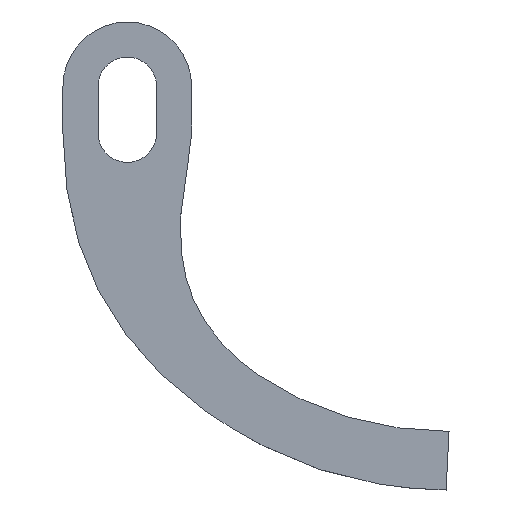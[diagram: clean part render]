
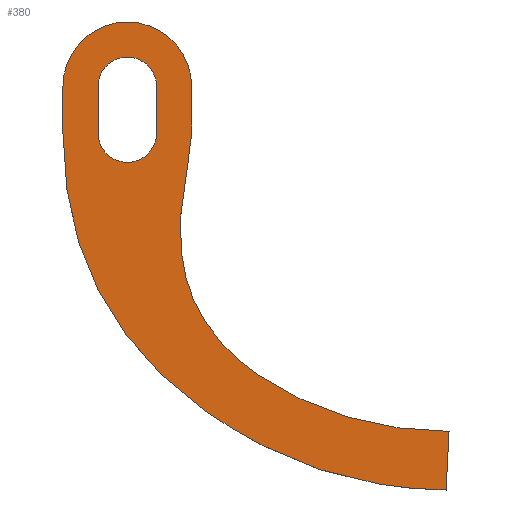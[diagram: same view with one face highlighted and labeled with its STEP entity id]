
A CAD part, top view. The second image highlights one B-rep face of the part: STEP entity #380.
In plain terms, the highlighted planar face has unit normal (0, 0, 1).
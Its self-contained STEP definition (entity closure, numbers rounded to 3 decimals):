
#8 = CARTESIAN_POINT ( 'NONE',  ( -5.776, -4.682, 3. ) ) ;
#9 = DIRECTION ( 'NONE',  ( 0., 0., 1. ) ) ;
#11 = EDGE_CURVE ( 'NONE', #50, #305, #332, .T. ) ;
#16 = CARTESIAN_POINT ( 'NONE',  ( -30., 25.5, 3. ) ) ;
#17 = B_SPLINE_CURVE_WITH_KNOTS ( 'NONE', 3,
 ( #221, #454, #527, #218, #8, #85, #396 ),
 .UNSPECIFIED., .F., .F.,
 ( 4, 1, 1, 1, 4 ),
 ( 4.141, 4.191, 4.32, 4.516, 4.704 ),
 .UNSPECIFIED. ) ;
#24 =( BOUNDED_CURVE ( )  B_SPLINE_CURVE ( 3, ( #220, #316, #530, #453 ),
 .UNSPECIFIED., .F., .F. ) 
 B_SPLINE_CURVE_WITH_KNOTS ( ( 4, 4 ),
 ( 3.999, 4.712 ),
 .UNSPECIFIED. ) 
 CURVE ( )  GEOMETRIC_REPRESENTATION_ITEM ( )  RATIONAL_B_SPLINE_CURVE ( ( 1., 0.958, 0.958, 1. ) ) 
 REPRESENTATION_ITEM ( '' )  );
#50 = VERTEX_POINT ( 'NONE', #123 ) ;
#54 = EDGE_CURVE ( 'NONE', #248, #480, #138, .T. ) ;
#57 = VECTOR ( 'NONE', #568, 1000. ) ;
#58 = DIRECTION ( 'NONE',  ( 1., 0., 0. ) ) ;
#76 = CARTESIAN_POINT ( 'NONE',  ( -0.244, -3.39, 3. ) ) ;
#85 = CARTESIAN_POINT ( 'NONE',  ( -2.058, -4.987, 3. ) ) ;
#87 = CARTESIAN_POINT ( 'NONE',  ( -25., 25.5, 3. ) ) ;
#92 = CARTESIAN_POINT ( 'NONE',  ( -16.353, 4.872, 3. ) ) ;
#96 = CARTESIAN_POINT ( 'NONE',  ( -22., 0., 3. ) ) ;
#106 = EDGE_CURVE ( 'NONE', #279, #509, #330, .T. ) ;
#107 = CARTESIAN_POINT ( 'NONE',  ( -33., 25.5, 3. ) ) ;
#113 = CARTESIAN_POINT ( 'NONE',  ( -33., 25.5, 3. ) ) ;
#119 = CARTESIAN_POINT ( 'NONE',  ( -0.246, -4.999, 3. ) ) ;
#122 = CARTESIAN_POINT ( 'NONE',  ( 0., 0., 3. ) ) ;
#123 = CARTESIAN_POINT ( 'NONE',  ( -25., 29.5, 3. ) ) ;
#131 = LINE ( 'NONE', #403, #204 ) ;
#132 = CARTESIAN_POINT ( 'NONE',  ( -15.808, -1.269, 3. ) ) ;
#138 = B_SPLINE_CURVE_WITH_KNOTS ( 'NONE', 2,
 ( #113, #203, #209 ),
 .UNSPECIFIED., .F., .F.,
 ( 3, 3 ),
 ( 0., 1. ),
 .UNSPECIFIED. ) ;
#141 = CARTESIAN_POINT ( 'NONE',  ( -33., 29.5, 3. ) ) ;
#143 = VERTEX_POINT ( 'NONE', #87 ) ;
#148 = ORIENTED_EDGE ( 'NONE', *, *, #54, .T. ) ;
#150 = EDGE_CURVE ( 'NONE', #509, #397, #24, .T. ) ;
#152 = EDGE_CURVE ( 'NONE', #50, #143, #131, .T. ) ;
#167 = CARTESIAN_POINT ( 'NONE',  ( 0., 0., 3. ) ) ;
#171 = ORIENTED_EDGE ( 'NONE', *, *, #415, .T. ) ;
#174 = DIRECTION ( 'NONE',  ( 0., -1., 0. ) ) ;
#178 = CARTESIAN_POINT ( 'NONE',  ( -30., 0., 3. ) ) ;
#186 = DIRECTION ( 'NONE',  ( 0., 0., -1. ) ) ;
#188 = AXIS2_PLACEMENT_3D ( 'NONE', #195, #186, #231 ) ;
#192 = ORIENTED_EDGE ( 'NONE', *, *, #300, .F. ) ;
#193 = LINE ( 'NONE', #460, #233 ) ;
#195 = CARTESIAN_POINT ( 'NONE',  ( -27.5, 29.5, 3. ) ) ;
#203 = CARTESIAN_POINT ( 'NONE',  ( -33., 7.571, 3. ) ) ;
#204 = VECTOR ( 'NONE', #361, 1000. ) ;
#205 = DIRECTION ( 'NONE',  ( 0., 0., 1. ) ) ;
#209 = CARTESIAN_POINT ( 'NONE',  ( -15.808, -1.269, 3. ) ) ;
#211 = FACE_BOUND ( 'NONE', #320, .T. ) ;
#218 = CARTESIAN_POINT ( 'NONE',  ( -10.572, -3.52, 3. ) ) ;
#220 = CARTESIAN_POINT ( 'NONE',  ( -16.353, 4.872, 3. ) ) ;
#221 = CARTESIAN_POINT ( 'NONE',  ( -15.808, -1.269, 3. ) ) ;
#222 = ORIENTED_EDGE ( 'NONE', *, *, #278, .F. ) ;
#231 = DIRECTION ( 'NONE',  ( 1., 0., 0. ) ) ;
#233 = VECTOR ( 'NONE', #547, 1000. ) ;
#248 = VERTEX_POINT ( 'NONE', #107 ) ;
#250 = EDGE_CURVE ( 'NONE', #308, #248, #193, .T. ) ;
#256 = CARTESIAN_POINT ( 'NONE',  ( -0.223, -2.825, 3. ) ) ;
#257 = ORIENTED_EDGE ( 'NONE', *, *, #250, .T. ) ;
#265 = CARTESIAN_POINT ( 'NONE',  ( -16.353, 4.872, 3. ) ) ;
#267 = VERTEX_POINT ( 'NONE', #325 ) ;
#278 = EDGE_CURVE ( 'NONE', #289, #143, #365, .T. ) ;
#279 = VERTEX_POINT ( 'NONE', #462 ) ;
#281 = AXIS2_PLACEMENT_3D ( 'NONE', #302, #384, #555 ) ;
#283 = CARTESIAN_POINT ( 'NONE',  ( -0.246, -4.999, 3. ) ) ;
#289 = VERTEX_POINT ( 'NONE', #16 ) ;
#292 = VERTEX_POINT ( 'NONE', #283 ) ;
#298 = CARTESIAN_POINT ( 'NONE',  ( -0.246, -4.022, 3. ) ) ;
#299 = ORIENTED_EDGE ( 'NONE', *, *, #424, .T. ) ;
#300 = EDGE_CURVE ( 'NONE', #308, #267, #442, .T. ) ;
#302 = CARTESIAN_POINT ( 'NONE',  ( -27.5, 29.5, 3. ) ) ;
#305 = VERTEX_POINT ( 'NONE', #537 ) ;
#308 = VERTEX_POINT ( 'NONE', #141 ) ;
#316 = CARTESIAN_POINT ( 'NONE',  ( -11.761, 1.695, 3. ) ) ;
#320 = EDGE_LOOP ( 'NONE', ( #222, #469, #497, #333 ) ) ;
#325 = CARTESIAN_POINT ( 'NONE',  ( -22., 29.5, 3. ) ) ;
#330 = B_SPLINE_CURVE_WITH_KNOTS ( 'NONE', 3,
 ( #567, #481, #349, #265 ),
 .UNSPECIFIED., .F., .F.,
 ( 4, 4 ),
 ( 0., 0.858 ),
 .UNSPECIFIED. ) ;
#332 = CIRCLE ( 'NONE', #281, 2.5 ) ;
#333 = ORIENTED_EDGE ( 'NONE', *, *, #152, .T. ) ;
#335 = FACE_OUTER_BOUND ( 'NONE', #337, .T. ) ;
#337 = EDGE_LOOP ( 'NONE', ( #299, #171, #490, #411, #383, #192, #257, #148 ) ) ;
#342 = CARTESIAN_POINT ( 'NONE',  ( 0., 0., 3. ) ) ;
#344 = VECTOR ( 'NONE', #174, 1000. ) ;
#349 = CARTESIAN_POINT ( 'NONE',  ( -26.454, 11.861, 3. ) ) ;
#356 = B_SPLINE_CURVE_WITH_KNOTS ( 'NONE', 2,
 ( #119, #298, #477, #76, #256, #438, #391, #561, #122 ),
 .UNSPECIFIED., .F., .F.,
 ( 3, 2, 2, 2, 3 ),
 ( 0., 0.063, 0.125, 0.25, 0.282 ),
 .UNSPECIFIED. ) ;
#361 = DIRECTION ( 'NONE',  ( 0., -1., 0. ) ) ;
#365 = CIRCLE ( 'NONE', #409, 2.5 ) ;
#380 = ADVANCED_FACE ( 'NONE', ( #211, #335 ), #470, .T. ) ;
#383 = ORIENTED_EDGE ( 'NONE', *, *, #493, .F. ) ;
#384 = DIRECTION ( 'NONE',  ( 0., 0., 1. ) ) ;
#385 = DIRECTION ( 'NONE',  ( 1., 0., 0. ) ) ;
#391 = CARTESIAN_POINT ( 'NONE',  ( -0.064, -0.57, 3. ) ) ;
#396 = CARTESIAN_POINT ( 'NONE',  ( -0.246, -4.999, 3. ) ) ;
#397 = VERTEX_POINT ( 'NONE', #342 ) ;
#403 = CARTESIAN_POINT ( 'NONE',  ( -25., 0., 3. ) ) ;
#409 = AXIS2_PLACEMENT_3D ( 'NONE', #457, #9, #58 ) ;
#411 = ORIENTED_EDGE ( 'NONE', *, *, #106, .F. ) ;
#415 = EDGE_CURVE ( 'NONE', #292, #397, #356, .T. ) ;
#424 = EDGE_CURVE ( 'NONE', #480, #292, #17, .T. ) ;
#438 = CARTESIAN_POINT ( 'NONE',  ( -0.181, -1.695, 3. ) ) ;
#442 = CIRCLE ( 'NONE', #188, 5.5 ) ;
#444 = LINE ( 'NONE', #96, #57 ) ;
#452 = AXIS2_PLACEMENT_3D ( 'NONE', #167, #205, #385 ) ;
#453 = CARTESIAN_POINT ( 'NONE',  ( 0., 0., 3. ) ) ;
#454 = CARTESIAN_POINT ( 'NONE',  ( -15.394, -1.482, 3. ) ) ;
#457 = CARTESIAN_POINT ( 'NONE',  ( -27.5, 25.5, 3. ) ) ;
#460 = CARTESIAN_POINT ( 'NONE',  ( -33., 0., 3. ) ) ;
#462 = CARTESIAN_POINT ( 'NONE',  ( -22., 25.5, 3. ) ) ;
#469 = ORIENTED_EDGE ( 'NONE', *, *, #534, .F. ) ;
#470 = PLANE ( 'NONE',  #452 ) ;
#477 = CARTESIAN_POINT ( 'NONE',  ( -0.246, -3.956, 3. ) ) ;
#480 = VERTEX_POINT ( 'NONE', #132 ) ;
#481 = CARTESIAN_POINT ( 'NONE',  ( -22., 21.83, 3. ) ) ;
#490 = ORIENTED_EDGE ( 'NONE', *, *, #150, .F. ) ;
#493 = EDGE_CURVE ( 'NONE', #267, #279, #444, .T. ) ;
#497 = ORIENTED_EDGE ( 'NONE', *, *, #11, .F. ) ;
#509 = VERTEX_POINT ( 'NONE', #92 ) ;
#524 = LINE ( 'NONE', #178, #344 ) ;
#527 = CARTESIAN_POINT ( 'NONE',  ( -13.883, -2.217, 3. ) ) ;
#530 = CARTESIAN_POINT ( 'NONE',  ( -6.071, 0., 3. ) ) ;
#534 = EDGE_CURVE ( 'NONE', #305, #289, #524, .T. ) ;
#537 = CARTESIAN_POINT ( 'NONE',  ( -30., 29.5, 3. ) ) ;
#547 = DIRECTION ( 'NONE',  ( 0., -1., 0. ) ) ;
#555 = DIRECTION ( 'NONE',  ( 1., 0., 0. ) ) ;
#561 = CARTESIAN_POINT ( 'NONE',  ( -0.034, -0.285, 3. ) ) ;
#567 = CARTESIAN_POINT ( 'NONE',  ( -22., 25.5, 3. ) ) ;
#568 = DIRECTION ( 'NONE',  ( 0., -1., 0. ) ) ;
